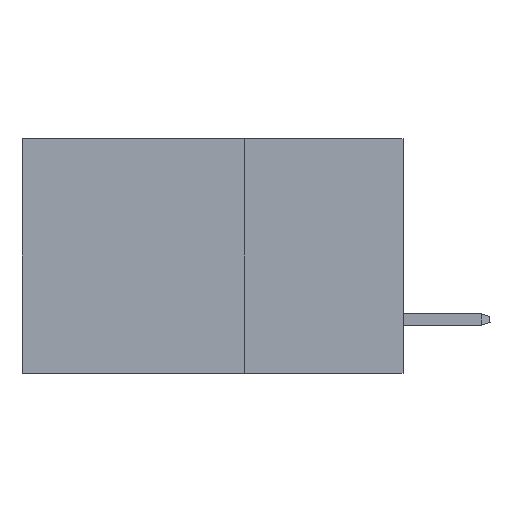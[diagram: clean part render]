
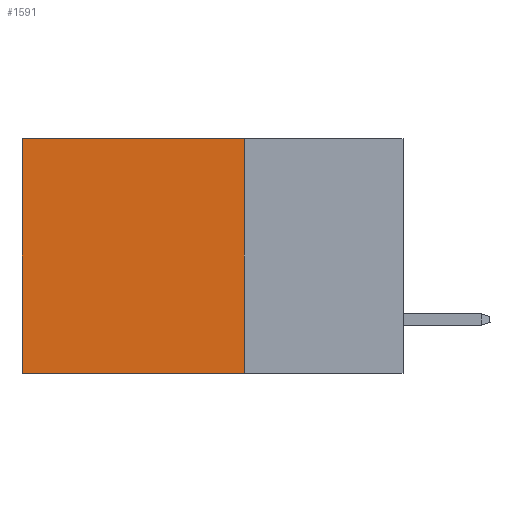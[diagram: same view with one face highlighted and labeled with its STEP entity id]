
A CAD part, left-side view. The second image highlights one B-rep face of the part: STEP entity #1591.
In plain terms, the highlighted planar face has unit normal (-1, 0, 0).
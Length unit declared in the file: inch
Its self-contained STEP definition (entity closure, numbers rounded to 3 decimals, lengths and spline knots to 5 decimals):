
#1025 = ORIENTED_EDGE ( 'NONE', *, *, #29218, .T. ) ;
#1346 = CARTESIAN_POINT ( 'NONE',  ( 0.2875, 0.25, -0.37 ) ) ;
#1591 = ADVANCED_FACE ( 'NONE', ( #19152 ), #3612, .F. ) ;
#2716 = CARTESIAN_POINT ( 'NONE',  ( 0.2875, 0.25, 0. ) ) ;
#3077 = CARTESIAN_POINT ( 'NONE',  ( 0.2875, 0.25, 0. ) ) ;
#3612 = PLANE ( 'NONE',  #40105 ) ;
#4359 = CARTESIAN_POINT ( 'NONE',  ( 0.2875, 0.6, 0. ) ) ;
#5219 = ORIENTED_EDGE ( 'NONE', *, *, #30445, .F. ) ;
#5695 = VECTOR ( 'NONE', #20232, 39.37008 ) ;
#5716 = VERTEX_POINT ( 'NONE', #9085 ) ;
#7422 = CARTESIAN_POINT ( 'NONE',  ( 0.2875, 0.6, 0. ) ) ;
#7699 = CARTESIAN_POINT ( 'NONE',  ( 0.2875, 0.25, -0.37 ) ) ;
#9085 = CARTESIAN_POINT ( 'NONE',  ( 0.2875, 0.6, -0.37 ) ) ;
#10397 = VECTOR ( 'NONE', #11437, 39.37008 ) ;
#11437 = DIRECTION ( 'NONE',  ( 0., 1., 0. ) ) ;
#13261 = EDGE_LOOP ( 'NONE', ( #1025, #29952, #5219, #23657 ) ) ;
#13282 = VERTEX_POINT ( 'NONE', #7699 ) ;
#16456 = LINE ( 'NONE', #7422, #5695 ) ;
#16526 = VECTOR ( 'NONE', #24742, 39.37008 ) ;
#16650 = DIRECTION ( 'NONE',  ( 0., 0., -1. ) ) ;
#19152 = FACE_OUTER_BOUND ( 'NONE', #13261, .T. ) ;
#19365 = DIRECTION ( 'NONE',  ( 1., 0., 0. ) ) ;
#20232 = DIRECTION ( 'NONE',  ( 0., 0., -1. ) ) ;
#20438 = LINE ( 'NONE', #1346, #31269 ) ;
#23649 = VERTEX_POINT ( 'NONE', #2716 ) ;
#23657 = ORIENTED_EDGE ( 'NONE', *, *, #27599, .T. ) ;
#24742 = DIRECTION ( 'NONE',  ( 0., 0., -1. ) ) ;
#25930 = DIRECTION ( 'NONE',  ( 0., 1., 0. ) ) ;
#26785 = LINE ( 'NONE', #39614, #10397 ) ;
#27599 = EDGE_CURVE ( 'NONE', #23649, #30249, #26785, .T. ) ;
#29043 = CARTESIAN_POINT ( 'NONE',  ( 0.2875, 0.25, 0. ) ) ;
#29218 = EDGE_CURVE ( 'NONE', #30249, #5716, #16456, .T. ) ;
#29952 = ORIENTED_EDGE ( 'NONE', *, *, #38254, .F. ) ;
#30249 = VERTEX_POINT ( 'NONE', #4359 ) ;
#30445 = EDGE_CURVE ( 'NONE', #23649, #13282, #31450, .T. ) ;
#31269 = VECTOR ( 'NONE', #25930, 39.37008 ) ;
#31450 = LINE ( 'NONE', #3077, #16526 ) ;
#38254 = EDGE_CURVE ( 'NONE', #13282, #5716, #20438, .T. ) ;
#39614 = CARTESIAN_POINT ( 'NONE',  ( 0.2875, 0.25, 0. ) ) ;
#40105 = AXIS2_PLACEMENT_3D ( 'NONE', #29043, #19365, #16650 ) ;
